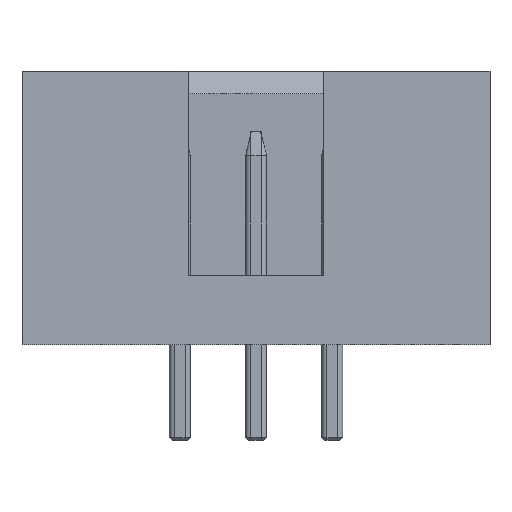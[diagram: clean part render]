
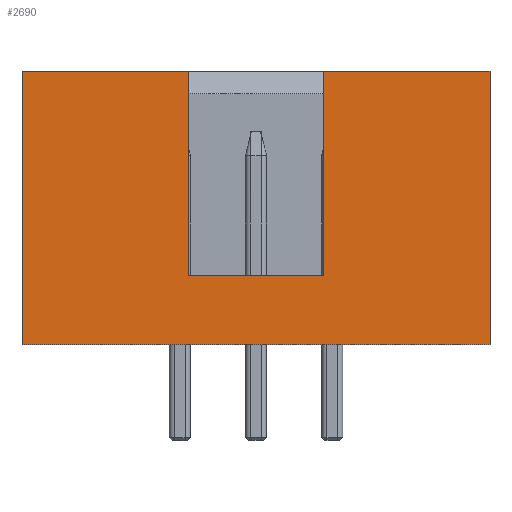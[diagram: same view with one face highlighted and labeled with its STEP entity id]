
A CAD part, front view. The second image highlights one B-rep face of the part: STEP entity #2690.
In plain terms, the highlighted planar face has unit normal (0, -1, 0).
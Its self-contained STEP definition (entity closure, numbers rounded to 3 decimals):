
#69 = PLANE('',#70);
#70 = AXIS2_PLACEMENT_3D('',#71,#72,#73);
#71 = CARTESIAN_POINT('',(0.,0.,0.));
#72 = DIRECTION('',(0.,0.,1.));
#73 = DIRECTION('',(1.,0.,-0.));
#137 = PLANE('',#138);
#138 = AXIS2_PLACEMENT_3D('',#139,#140,#141);
#139 = CARTESIAN_POINT('',(-7.8,4.35,0.));
#140 = DIRECTION('',(1.,0.,-0.));
#141 = DIRECTION('',(0.,-1.,0.));
#234 = VERTEX_POINT('',#235);
#235 = CARTESIAN_POINT('',(-7.8,-4.35,0.));
#256 = EDGE_CURVE('',#234,#257,#259,.T.);
#257 = VERTEX_POINT('',#258);
#258 = CARTESIAN_POINT('',(7.8,-4.35,0.));
#259 = SURFACE_CURVE('',#260,(#264,#271),.PCURVE_S1.);
#260 = LINE('',#261,#262);
#261 = CARTESIAN_POINT('',(-7.8,-4.35,0.));
#262 = VECTOR('',#263,1.);
#263 = DIRECTION('',(1.,0.,0.));
#264 = PCURVE('',#69,#265);
#265 = DEFINITIONAL_REPRESENTATION('',(#266),#270);
#266 = LINE('',#267,#268);
#267 = CARTESIAN_POINT('',(-7.8,-4.35));
#268 = VECTOR('',#269,1.);
#269 = DIRECTION('',(1.,0.));
#270 = ( GEOMETRIC_REPRESENTATION_CONTEXT(2) 
PARAMETRIC_REPRESENTATION_CONTEXT() REPRESENTATION_CONTEXT('2D SPACE',''
  ) );
#271 = PCURVE('',#272,#277);
#272 = PLANE('',#273);
#273 = AXIS2_PLACEMENT_3D('',#274,#275,#276);
#274 = CARTESIAN_POINT('',(-7.8,-4.35,0.));
#275 = DIRECTION('',(0.,1.,0.));
#276 = DIRECTION('',(1.,0.,0.));
#277 = DEFINITIONAL_REPRESENTATION('',(#278),#282);
#278 = LINE('',#279,#280);
#279 = CARTESIAN_POINT('',(0.,0.));
#280 = VECTOR('',#281,1.);
#281 = DIRECTION('',(1.,0.));
#282 = ( GEOMETRIC_REPRESENTATION_CONTEXT(2) 
PARAMETRIC_REPRESENTATION_CONTEXT() REPRESENTATION_CONTEXT('2D SPACE',''
  ) );
#300 = PLANE('',#301);
#301 = AXIS2_PLACEMENT_3D('',#302,#303,#304);
#302 = CARTESIAN_POINT('',(7.8,-4.35,0.));
#303 = DIRECTION('',(-1.,0.,0.));
#304 = DIRECTION('',(0.,1.,0.));
#1940 = PLANE('',#1941);
#1941 = AXIS2_PLACEMENT_3D('',#1942,#1943,#1944);
#1942 = CARTESIAN_POINT('',(0.,0.,9.1));
#1943 = DIRECTION('',(0.,0.,1.));
#1944 = DIRECTION('',(1.,0.,-0.));
#2096 = VERTEX_POINT('',#2097);
#2097 = CARTESIAN_POINT('',(-7.8,-4.35,9.1));
#2118 = EDGE_CURVE('',#234,#2096,#2119,.T.);
#2119 = SURFACE_CURVE('',#2120,(#2124,#2131),.PCURVE_S1.);
#2120 = LINE('',#2121,#2122);
#2121 = CARTESIAN_POINT('',(-7.8,-4.35,0.));
#2122 = VECTOR('',#2123,1.);
#2123 = DIRECTION('',(0.,0.,1.));
#2124 = PCURVE('',#137,#2125);
#2125 = DEFINITIONAL_REPRESENTATION('',(#2126),#2130);
#2126 = LINE('',#2127,#2128);
#2127 = CARTESIAN_POINT('',(8.7,0.));
#2128 = VECTOR('',#2129,1.);
#2129 = DIRECTION('',(0.,-1.));
#2130 = ( GEOMETRIC_REPRESENTATION_CONTEXT(2) 
PARAMETRIC_REPRESENTATION_CONTEXT() REPRESENTATION_CONTEXT('2D SPACE',''
  ) );
#2131 = PCURVE('',#272,#2132);
#2132 = DEFINITIONAL_REPRESENTATION('',(#2133),#2137);
#2133 = LINE('',#2134,#2135);
#2134 = CARTESIAN_POINT('',(0.,0.));
#2135 = VECTOR('',#2136,1.);
#2136 = DIRECTION('',(0.,-1.));
#2137 = ( GEOMETRIC_REPRESENTATION_CONTEXT(2) 
PARAMETRIC_REPRESENTATION_CONTEXT() REPRESENTATION_CONTEXT('2D SPACE',''
  ) );
#2293 = EDGE_CURVE('',#257,#2294,#2296,.T.);
#2294 = VERTEX_POINT('',#2295);
#2295 = CARTESIAN_POINT('',(7.8,-4.35,9.1));
#2296 = SURFACE_CURVE('',#2297,(#2301,#2308),.PCURVE_S1.);
#2297 = LINE('',#2298,#2299);
#2298 = CARTESIAN_POINT('',(7.8,-4.35,0.));
#2299 = VECTOR('',#2300,1.);
#2300 = DIRECTION('',(0.,0.,1.));
#2301 = PCURVE('',#300,#2302);
#2302 = DEFINITIONAL_REPRESENTATION('',(#2303),#2307);
#2303 = LINE('',#2304,#2305);
#2304 = CARTESIAN_POINT('',(0.,0.));
#2305 = VECTOR('',#2306,1.);
#2306 = DIRECTION('',(0.,-1.));
#2307 = ( GEOMETRIC_REPRESENTATION_CONTEXT(2) 
PARAMETRIC_REPRESENTATION_CONTEXT() REPRESENTATION_CONTEXT('2D SPACE',''
  ) );
#2308 = PCURVE('',#272,#2309);
#2309 = DEFINITIONAL_REPRESENTATION('',(#2310),#2314);
#2310 = LINE('',#2311,#2312);
#2311 = CARTESIAN_POINT('',(15.6,0.));
#2312 = VECTOR('',#2313,1.);
#2313 = DIRECTION('',(0.,-1.));
#2314 = ( GEOMETRIC_REPRESENTATION_CONTEXT(2) 
PARAMETRIC_REPRESENTATION_CONTEXT() REPRESENTATION_CONTEXT('2D SPACE',''
  ) );
#2690 = ADVANCED_FACE('',(#2691),#272,.F.);
#2691 = FACE_BOUND('',#2692,.F.);
#2692 = EDGE_LOOP('',(#2693,#2694,#2695,#2718,#2744,#2770,#2796,#2817));
#2693 = ORIENTED_EDGE('',*,*,#256,.F.);
#2694 = ORIENTED_EDGE('',*,*,#2118,.T.);
#2695 = ORIENTED_EDGE('',*,*,#2696,.T.);
#2696 = EDGE_CURVE('',#2096,#2697,#2699,.T.);
#2697 = VERTEX_POINT('',#2698);
#2698 = CARTESIAN_POINT('',(-2.25,-4.35,9.1));
#2699 = SURFACE_CURVE('',#2700,(#2704,#2711),.PCURVE_S1.);
#2700 = LINE('',#2701,#2702);
#2701 = CARTESIAN_POINT('',(-7.8,-4.35,9.1));
#2702 = VECTOR('',#2703,1.);
#2703 = DIRECTION('',(1.,0.,0.));
#2704 = PCURVE('',#272,#2705);
#2705 = DEFINITIONAL_REPRESENTATION('',(#2706),#2710);
#2706 = LINE('',#2707,#2708);
#2707 = CARTESIAN_POINT('',(0.,-9.1));
#2708 = VECTOR('',#2709,1.);
#2709 = DIRECTION('',(1.,0.));
#2710 = ( GEOMETRIC_REPRESENTATION_CONTEXT(2) 
PARAMETRIC_REPRESENTATION_CONTEXT() REPRESENTATION_CONTEXT('2D SPACE',''
  ) );
#2711 = PCURVE('',#1940,#2712);
#2712 = DEFINITIONAL_REPRESENTATION('',(#2713),#2717);
#2713 = LINE('',#2714,#2715);
#2714 = CARTESIAN_POINT('',(-7.8,-4.35));
#2715 = VECTOR('',#2716,1.);
#2716 = DIRECTION('',(1.,0.));
#2717 = ( GEOMETRIC_REPRESENTATION_CONTEXT(2) 
PARAMETRIC_REPRESENTATION_CONTEXT() REPRESENTATION_CONTEXT('2D SPACE',''
  ) );
#2718 = ORIENTED_EDGE('',*,*,#2719,.T.);
#2719 = EDGE_CURVE('',#2697,#2720,#2722,.T.);
#2720 = VERTEX_POINT('',#2721);
#2721 = CARTESIAN_POINT('',(-2.25,-4.35,2.3));
#2722 = SURFACE_CURVE('',#2723,(#2727,#2733),.PCURVE_S1.);
#2723 = LINE('',#2724,#2725);
#2724 = CARTESIAN_POINT('',(-2.25,-4.35,1.15));
#2725 = VECTOR('',#2726,1.);
#2726 = DIRECTION('',(-0.,0.,-1.));
#2727 = PCURVE('',#272,#2728);
#2728 = DEFINITIONAL_REPRESENTATION('',(#2729),#2732);
#2729 = B_SPLINE_CURVE_WITH_KNOTS('',1,(#2730,#2731),.UNSPECIFIED.,.F.,
  .F.,(2,2),(-7.95,-1.15),.PIECEWISE_BEZIER_KNOTS.);
#2730 = CARTESIAN_POINT('',(5.55,-9.1));
#2731 = CARTESIAN_POINT('',(5.55,-2.3));
#2732 = ( GEOMETRIC_REPRESENTATION_CONTEXT(2) 
PARAMETRIC_REPRESENTATION_CONTEXT() REPRESENTATION_CONTEXT('2D SPACE',''
  ) );
#2733 = PCURVE('',#2734,#2739);
#2734 = PLANE('',#2735);
#2735 = AXIS2_PLACEMENT_3D('',#2736,#2737,#2738);
#2736 = CARTESIAN_POINT('',(-2.25,-3.35,2.3));
#2737 = DIRECTION('',(1.,0.,-0.));
#2738 = DIRECTION('',(0.,-1.,0.));
#2739 = DEFINITIONAL_REPRESENTATION('',(#2740),#2743);
#2740 = B_SPLINE_CURVE_WITH_KNOTS('',1,(#2741,#2742),.UNSPECIFIED.,.F.,
  .F.,(2,2),(-7.95,-1.15),.PIECEWISE_BEZIER_KNOTS.);
#2741 = CARTESIAN_POINT('',(1.,-6.8));
#2742 = CARTESIAN_POINT('',(1.,0.));
#2743 = ( GEOMETRIC_REPRESENTATION_CONTEXT(2) 
PARAMETRIC_REPRESENTATION_CONTEXT() REPRESENTATION_CONTEXT('2D SPACE',''
  ) );
#2744 = ORIENTED_EDGE('',*,*,#2745,.T.);
#2745 = EDGE_CURVE('',#2720,#2746,#2748,.T.);
#2746 = VERTEX_POINT('',#2747);
#2747 = CARTESIAN_POINT('',(2.25,-4.35,2.3));
#2748 = SURFACE_CURVE('',#2749,(#2753,#2759),.PCURVE_S1.);
#2749 = LINE('',#2750,#2751);
#2750 = CARTESIAN_POINT('',(-3.9,-4.35,2.3));
#2751 = VECTOR('',#2752,1.);
#2752 = DIRECTION('',(1.,0.,0.));
#2753 = PCURVE('',#272,#2754);
#2754 = DEFINITIONAL_REPRESENTATION('',(#2755),#2758);
#2755 = B_SPLINE_CURVE_WITH_KNOTS('',1,(#2756,#2757),.UNSPECIFIED.,.F.,
  .F.,(2,2),(1.65,6.15),.PIECEWISE_BEZIER_KNOTS.);
#2756 = CARTESIAN_POINT('',(5.55,-2.3));
#2757 = CARTESIAN_POINT('',(10.05,-2.3));
#2758 = ( GEOMETRIC_REPRESENTATION_CONTEXT(2) 
PARAMETRIC_REPRESENTATION_CONTEXT() REPRESENTATION_CONTEXT('2D SPACE',''
  ) );
#2759 = PCURVE('',#2760,#2765);
#2760 = PLANE('',#2761);
#2761 = AXIS2_PLACEMENT_3D('',#2762,#2763,#2764);
#2762 = CARTESIAN_POINT('',(0.,-4.35,2.3));
#2763 = DIRECTION('',(0.,0.,1.));
#2764 = DIRECTION('',(1.,0.,-0.));
#2765 = DEFINITIONAL_REPRESENTATION('',(#2766),#2769);
#2766 = B_SPLINE_CURVE_WITH_KNOTS('',1,(#2767,#2768),.UNSPECIFIED.,.F.,
  .F.,(2,2),(1.65,6.15),.PIECEWISE_BEZIER_KNOTS.);
#2767 = CARTESIAN_POINT('',(-2.25,0.));
#2768 = CARTESIAN_POINT('',(2.25,0.));
#2769 = ( GEOMETRIC_REPRESENTATION_CONTEXT(2) 
PARAMETRIC_REPRESENTATION_CONTEXT() REPRESENTATION_CONTEXT('2D SPACE',''
  ) );
#2770 = ORIENTED_EDGE('',*,*,#2771,.T.);
#2771 = EDGE_CURVE('',#2746,#2772,#2774,.T.);
#2772 = VERTEX_POINT('',#2773);
#2773 = CARTESIAN_POINT('',(2.25,-4.35,9.1));
#2774 = SURFACE_CURVE('',#2775,(#2779,#2785),.PCURVE_S1.);
#2775 = LINE('',#2776,#2777);
#2776 = CARTESIAN_POINT('',(2.25,-4.35,1.15));
#2777 = VECTOR('',#2778,1.);
#2778 = DIRECTION('',(0.,-0.,1.));
#2779 = PCURVE('',#272,#2780);
#2780 = DEFINITIONAL_REPRESENTATION('',(#2781),#2784);
#2781 = B_SPLINE_CURVE_WITH_KNOTS('',1,(#2782,#2783),.UNSPECIFIED.,.F.,
  .F.,(2,2),(1.15,7.95),.PIECEWISE_BEZIER_KNOTS.);
#2782 = CARTESIAN_POINT('',(10.05,-2.3));
#2783 = CARTESIAN_POINT('',(10.05,-9.1));
#2784 = ( GEOMETRIC_REPRESENTATION_CONTEXT(2) 
PARAMETRIC_REPRESENTATION_CONTEXT() REPRESENTATION_CONTEXT('2D SPACE',''
  ) );
#2785 = PCURVE('',#2786,#2791);
#2786 = PLANE('',#2787);
#2787 = AXIS2_PLACEMENT_3D('',#2788,#2789,#2790);
#2788 = CARTESIAN_POINT('',(2.25,-5.35,2.3));
#2789 = DIRECTION('',(-1.,0.,0.));
#2790 = DIRECTION('',(0.,1.,0.));
#2791 = DEFINITIONAL_REPRESENTATION('',(#2792),#2795);
#2792 = B_SPLINE_CURVE_WITH_KNOTS('',1,(#2793,#2794),.UNSPECIFIED.,.F.,
  .F.,(2,2),(1.15,7.95),.PIECEWISE_BEZIER_KNOTS.);
#2793 = CARTESIAN_POINT('',(1.,0.));
#2794 = CARTESIAN_POINT('',(1.,-6.8));
#2795 = ( GEOMETRIC_REPRESENTATION_CONTEXT(2) 
PARAMETRIC_REPRESENTATION_CONTEXT() REPRESENTATION_CONTEXT('2D SPACE',''
  ) );
#2796 = ORIENTED_EDGE('',*,*,#2797,.T.);
#2797 = EDGE_CURVE('',#2772,#2294,#2798,.T.);
#2798 = SURFACE_CURVE('',#2799,(#2803,#2810),.PCURVE_S1.);
#2799 = LINE('',#2800,#2801);
#2800 = CARTESIAN_POINT('',(-7.8,-4.35,9.1));
#2801 = VECTOR('',#2802,1.);
#2802 = DIRECTION('',(1.,0.,0.));
#2803 = PCURVE('',#272,#2804);
#2804 = DEFINITIONAL_REPRESENTATION('',(#2805),#2809);
#2805 = LINE('',#2806,#2807);
#2806 = CARTESIAN_POINT('',(0.,-9.1));
#2807 = VECTOR('',#2808,1.);
#2808 = DIRECTION('',(1.,0.));
#2809 = ( GEOMETRIC_REPRESENTATION_CONTEXT(2) 
PARAMETRIC_REPRESENTATION_CONTEXT() REPRESENTATION_CONTEXT('2D SPACE',''
  ) );
#2810 = PCURVE('',#1940,#2811);
#2811 = DEFINITIONAL_REPRESENTATION('',(#2812),#2816);
#2812 = LINE('',#2813,#2814);
#2813 = CARTESIAN_POINT('',(-7.8,-4.35));
#2814 = VECTOR('',#2815,1.);
#2815 = DIRECTION('',(1.,0.));
#2816 = ( GEOMETRIC_REPRESENTATION_CONTEXT(2) 
PARAMETRIC_REPRESENTATION_CONTEXT() REPRESENTATION_CONTEXT('2D SPACE',''
  ) );
#2817 = ORIENTED_EDGE('',*,*,#2293,.F.);
